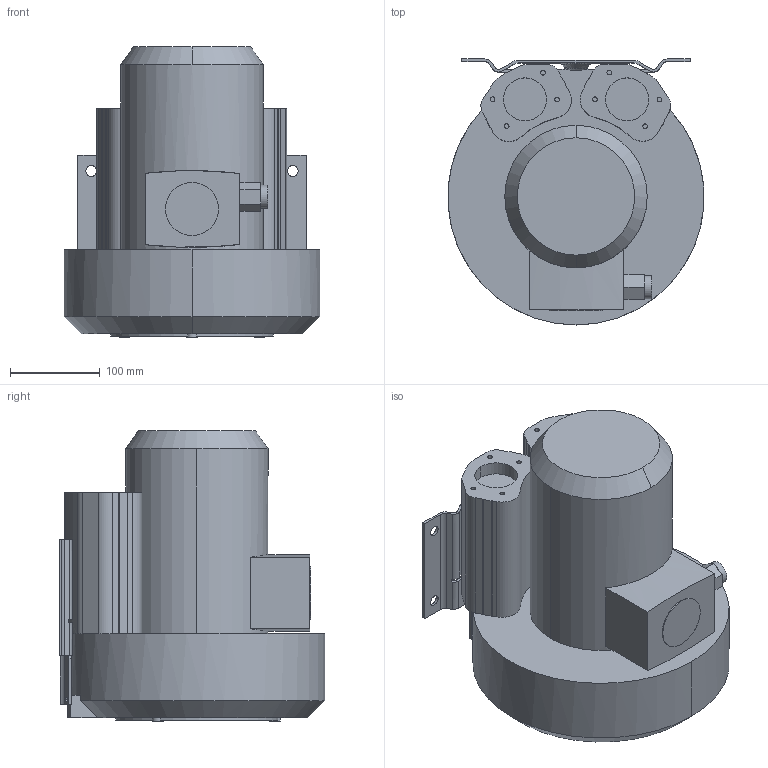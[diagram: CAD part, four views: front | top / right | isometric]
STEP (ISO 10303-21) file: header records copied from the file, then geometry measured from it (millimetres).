
FILE_DESCRIPTION(/* description */ (''),/* implementation_level */ '2;1');
FILE_NAME(/* name */ '2RB430-1AQ16-JT-.stp',/* time_stamp */ '2025-07-09T14:14:03+08:00',/* author */ (''),/* organization */ (''),/* preprocessor_version */ 'ST-DEVELOPER v16',/* originating_system */ 'SIEMENS PLM Software NX 10.0',/* authorisation */ '');
FILE_SCHEMA (('AP203_CONFIGURATION_CONTROLLED_3D_DESIGN_OF_MECHANICAL_PARTS_AND_ASSEMBLIES_MIM_LF { 1 0 10303 403 2 1 2}'));
Length unit declared in the file: millimetre
Products named in the file (1): Admi149409144bmq
Bounding box: 285.69 x 296.75 x 323.9 mm (x, y, z)
Volume: 12750282.3 mm3; surface area: 527841.4 mm2
Topology: 1 solids, 1 shells, 274 faces, 768 edges, 506 vertices
Faces by surface type: cylinder 130, plane 113, bspline 20, cone 11
Full cylindrical faces by diameter (mm): 5.2 x3, 12.026 x3, 26 x1, 59 x1
Entity records: 11045 total; most frequent: CARTESIAN_POINT 3838, ORIENTED_EDGE 1522, DIRECTION 1458, EDGE_CURVE 761, AXIS2_PLACEMENT_3D 536, VERTEX_POINT 507, LINE 386, VECTOR 386
